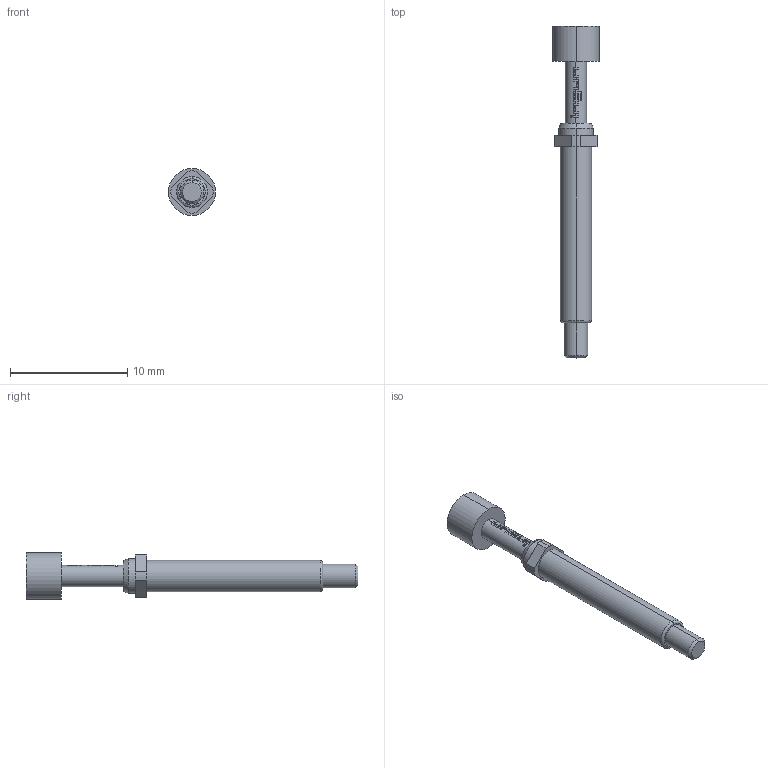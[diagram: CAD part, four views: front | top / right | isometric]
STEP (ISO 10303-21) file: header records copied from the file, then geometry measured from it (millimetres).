
FILE_DESCRIPTION (( 'STEP AP203' ), '1' );
FILE_NAME ('INGUN_GKS-113_303_400_A_xx02_M.STEP', '2023-09-22T06:32:33', ( '' ), ( '' ), 'SwSTEP 2.0', 'SolidWorks 2021', '' );
FILE_SCHEMA (( 'CONFIG_CONTROL_DESIGN' ));
Length unit declared in the file: millimetre
Products named in the file (1): INGUN_GKS-113_303_400_A_xx02_M
Bounding box: 4 x 28.3 x 4 mm (x, y, z)
Volume: 150 mm3; surface area: 271.1 mm2
Topology: 1 solids, 1 shells, 114 faces, 313 edges, 205 vertices
Faces by surface type: bspline 51, cylinder 34, plane 21, cone 6, torus 2
Entity records: 4726 total; most frequent: CARTESIAN_POINT 2320, ORIENTED_EDGE 622, EDGE_CURVE 311, DIRECTION 255, B_SPLINE_CURVE_WITH_KNOTS 222, VERTEX_POINT 205, EDGE_LOOP 120, ADVANCED_FACE 114
